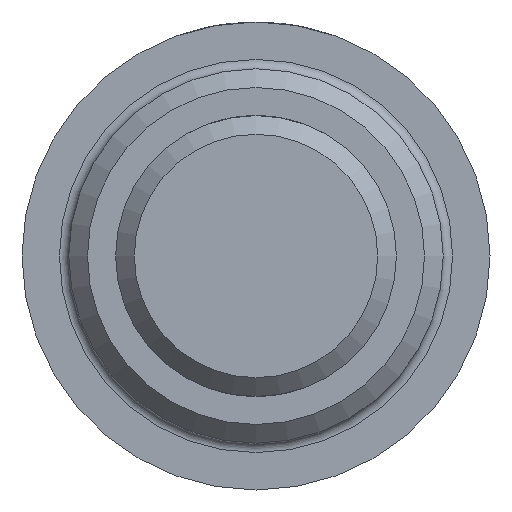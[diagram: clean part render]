
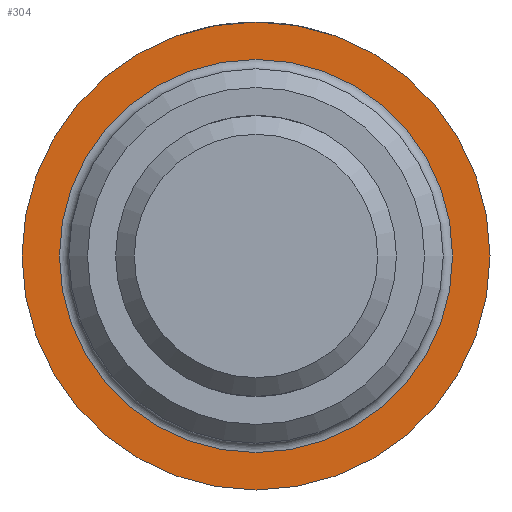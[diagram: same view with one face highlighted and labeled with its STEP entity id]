
A CAD part, front view. The second image highlights one B-rep face of the part: STEP entity #304.
In plain terms, the highlighted planar face has unit normal (0, -1, 0).
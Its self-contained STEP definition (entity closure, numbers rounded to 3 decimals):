
#25=PLANE('',#343);
#39=CIRCLE('',#342,10.5);
#40=CIRCLE('',#344,12.5);
#72=FACE_BOUND('',#134,.T.);
#99=FACE_OUTER_BOUND('',#133,.T.);
#133=EDGE_LOOP('',(#260));
#134=EDGE_LOOP('',(#261));
#182=VERTEX_POINT('',#659);
#183=VERTEX_POINT('',#662);
#213=EDGE_CURVE('',#182,#182,#39,.T.);
#214=EDGE_CURVE('',#183,#183,#40,.T.);
#260=ORIENTED_EDGE('',*,*,#214,.F.);
#261=ORIENTED_EDGE('',*,*,#213,.T.);
#304=ADVANCED_FACE('',(#99,#72),#25,.T.);
#342=AXIS2_PLACEMENT_3D('',#660,#416,#417);
#343=AXIS2_PLACEMENT_3D('',#661,#418,#419);
#344=AXIS2_PLACEMENT_3D('',#663,#420,#421);
#416=DIRECTION('center_axis',(0.,1.,0.));
#417=DIRECTION('ref_axis',(0.,0.,1.));
#418=DIRECTION('center_axis',(0.,-1.,0.));
#419=DIRECTION('ref_axis',(0.,0.,-1.));
#420=DIRECTION('center_axis',(0.,1.,0.));
#421=DIRECTION('ref_axis',(0.,0.,1.));
#659=CARTESIAN_POINT('',(0.,-9.894,10.5));
#660=CARTESIAN_POINT('Origin',(0.,-9.894,0.));
#661=CARTESIAN_POINT('Origin',(0.,-9.894,11.5));
#662=CARTESIAN_POINT('',(0.,-9.894,12.5));
#663=CARTESIAN_POINT('Origin',(0.,-9.894,0.));
